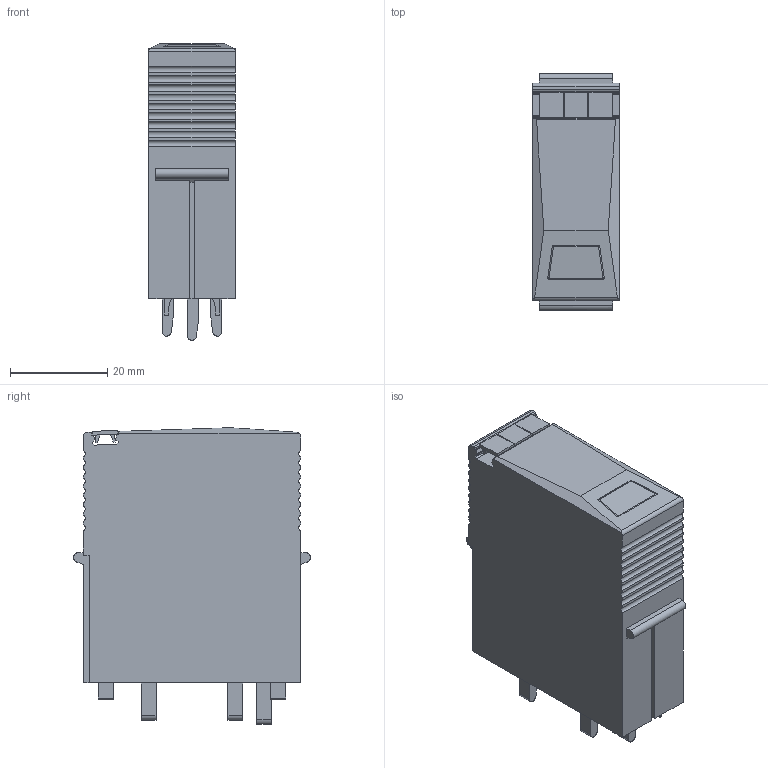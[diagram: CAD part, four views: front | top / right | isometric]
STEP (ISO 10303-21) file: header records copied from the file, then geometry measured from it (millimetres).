
FILE_DESCRIPTION(('CATIA V5R24 STEP','CAx-IF Rec.Pracs.--- Model Styling and Organization---1.2---2011-12-15'),'2;1');
FILE_NAME ('9814958_3', '2017-08-29T11:43:59+00:00', ('Weidmueller Interface'), ('Weidmueller'), 'CATIA Version 5-6 Release 2014 SP4', 'CATIA V5 STEP AP214', 'none');
FILE_SCHEMA(('AUTOMOTIVE_DESIGN { 1 0 10303 214 1 1 1 1 }'));
Length unit declared in the file: millimetre
Products named in the file (1): 8951540000
Bounding box: 17.75 x 48.7 x 61 mm (x, y, z)
Volume: 39296.1 mm3; surface area: 16214.7 mm2
Topology: 13 solids, 13 shells, 338 faces, 953 edges, 659 vertices
Faces by surface type: plane 282, cylinder 52, torus 4
Entity records: 10772 total; most frequent: CARTESIAN_POINT 1922, ORIENTED_EDGE 1906, DIRECTION 1438, EDGE_CURVE 953, VECTOR 763, LINE 763, VERTEX_POINT 659, AXIS2_PLACEMENT_3D 427
